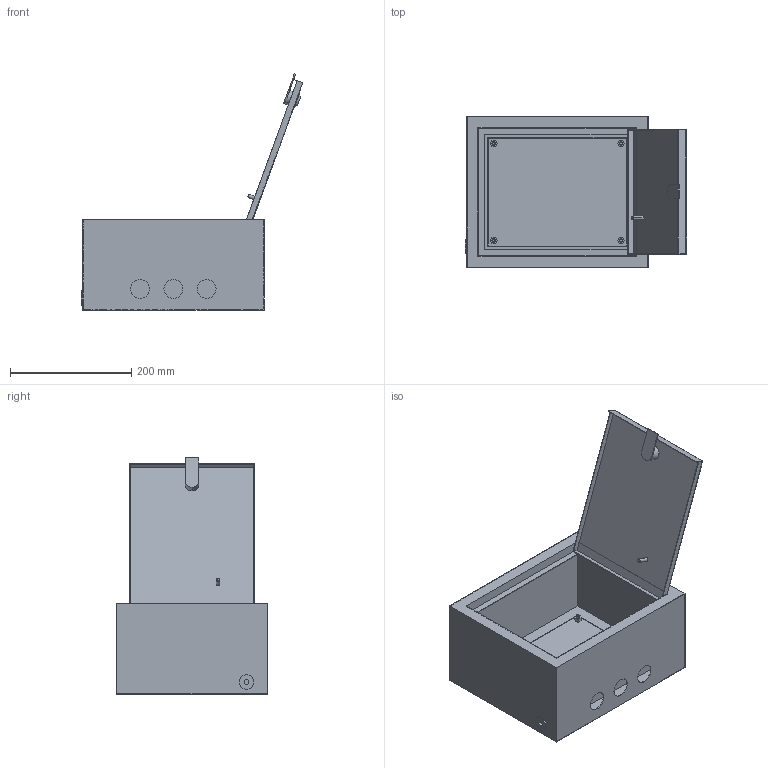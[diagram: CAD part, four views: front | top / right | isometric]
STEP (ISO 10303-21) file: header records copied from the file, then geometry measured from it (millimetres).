
FILE_DESCRIPTION (( 'STEP AP203' ), '1' );
FILE_NAME ('SHMP-2.3.1-0_ IP31.STEP', '2017-03-02T13:17:17', ( '' ), ( '' ), 'SwSTEP 2.0', 'SolidWorks 2014', '' );
FILE_SCHEMA (( 'CONFIG_CONTROL_DESIGN' ));
Length unit declared in the file: millimetre
Products named in the file (5): Obolochka_SHMP_2_3_1; Dver_2_3; Mont.Panel_2_3; SHMP-2.3.1-0_ IP31; Gaika_6
Assembly tree (7 placements, depth 2):
  SHMP-2.3.1-0_ IP31
    Obolochka_SHMP_2_3_1
    Mont.Panel_2_3
    Dver_2_3
    Gaika_6  x4
Bounding box: 365.39 x 250 x 389.71 mm (x, y, z)
Volume: 410053 mm3; surface area: 798180.6 mm2
Topology: 8 solids, 8 shells, 177 faces, 424 edges, 278 vertices
Faces by surface type: plane 113, cylinder 50, cone 14
Entity records: 4931 total; most frequent: DIRECTION 770, CARTESIAN_POINT 739, ORIENTED_EDGE 704, EDGE_CURVE 352, AXIS2_PLACEMENT_3D 261, VECTOR 248, LINE 248, VERTEX_POINT 230
